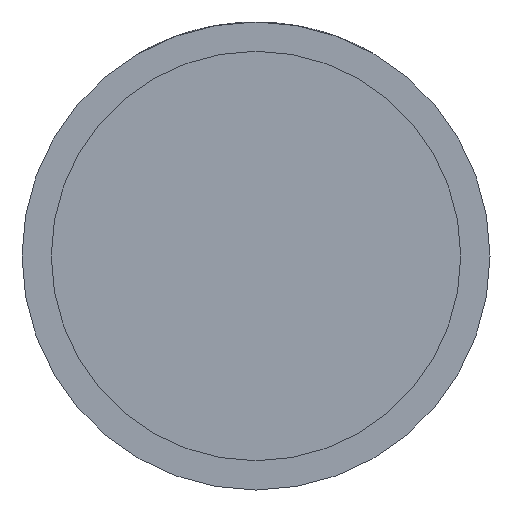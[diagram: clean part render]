
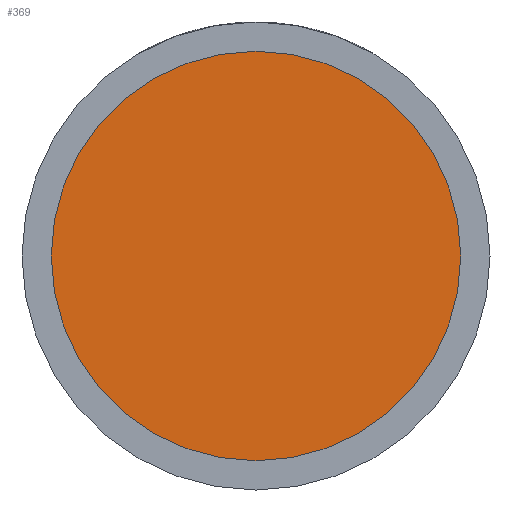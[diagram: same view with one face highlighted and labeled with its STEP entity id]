
A CAD part, front view. The second image highlights one B-rep face of the part: STEP entity #369.
In plain terms, the highlighted planar face has unit normal (0, -1, 0).
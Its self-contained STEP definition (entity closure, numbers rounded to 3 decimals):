
#95=CARTESIAN_POINT('',(0.,-10.,0.));
#96=DIRECTION('',(0.,-1.,0.));
#97=DIRECTION('',(1.,0.,0.));
#98=AXIS2_PLACEMENT_3D('',#95,#96,#97);
#103=CARTESIAN_POINT('',(0.,-10.,0.));
#104=DIRECTION('',(0.,-1.,0.));
#105=DIRECTION('',(-1.,0.,0.));
#106=AXIS2_PLACEMENT_3D('',#103,#104,#105);
#236=CARTESIAN_POINT('',(1.75,-10.,0.));
#238=VERTEX_POINT('',#236);
#239=CARTESIAN_POINT('',(-1.75,-10.,0.));
#240=VERTEX_POINT('',#239);
#360=CARTESIAN_POINT('',(0.,-10.,0.));
#361=DIRECTION('',(0.,-1.,0.));
#362=DIRECTION('',(-1.,0.,0.));
#363=AXIS2_PLACEMENT_3D('',#360,#361,#362);
#364=PLANE('',#363);
#365=ORIENTED_EDGE('',*,*,#341,.F.);
#366=ORIENTED_EDGE('',*,*,#318,.F.);
#367=EDGE_LOOP('',(#365,#366));
#368=FACE_OUTER_BOUND('',#367,.F.);
#369=ADVANCED_FACE('',(#368),#364,.T.);
#99=CIRCLE('',#98,1.75);
#107=CIRCLE('',#106,1.75);
#318=EDGE_CURVE('',#240,#238,#107,.T.);
#341=EDGE_CURVE('',#238,#240,#99,.T.);
